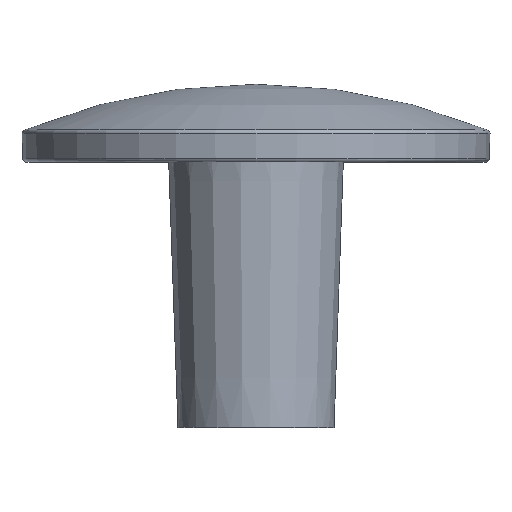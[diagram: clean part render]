
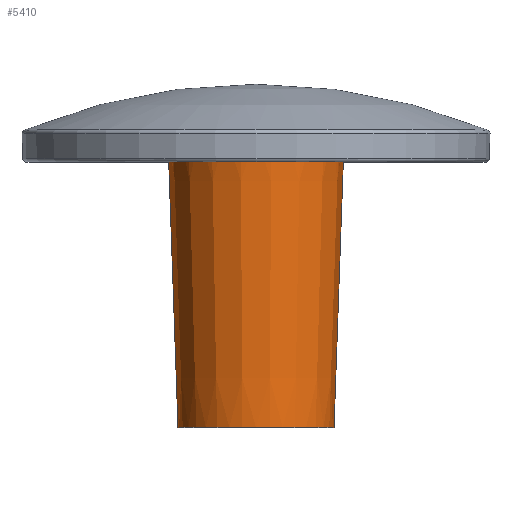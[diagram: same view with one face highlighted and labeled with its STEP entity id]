
A CAD part, top view. The second image highlights one B-rep face of the part: STEP entity #5410.
In plain terms, the highlighted conical face has half-angle 2 degrees and reference radius 5.701 mm.
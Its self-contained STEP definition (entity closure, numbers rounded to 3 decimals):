
#60=CARTESIAN_POINT('',(5.701,20.064,0.));
#70=DIRECTION('',(0.035,0.999,0.));
#80=VECTOR('',#70,163.345);
#90=LINE('',#60,#80);
#100=CARTESIAN_POINT('',(5.,0.,0.));
#110=VERTEX_POINT('',#100);
#120=CARTESIAN_POINT('',(5.661,18.922,0.));
#130=VERTEX_POINT('',#120);
#140=EDGE_CURVE('',#110,#130,#90,.T.);
#160=CARTESIAN_POINT('',(0.,18.922,0.));
#170=DIRECTION('',(0.,1.,0.));
#180=DIRECTION('',(1.,0.,0.));
#190=AXIS2_PLACEMENT_3D('',#160,#170,#180);
#200=CIRCLE('',#190,5.661);
#210=CARTESIAN_POINT('',(-5.661,18.922,0.));
#220=VERTEX_POINT('',#210);
#250=CARTESIAN_POINT('',(-5.701,20.064,
0.));
#260=DIRECTION('',(-0.035,0.999,
0.));
#270=VECTOR('',#260,163.345);
#280=LINE('',#250,#270);
#290=CARTESIAN_POINT('',(-5.,0.,0.));
#300=VERTEX_POINT('',#290);
#310=EDGE_CURVE('',#300,#220,#280,.T.);
#330=CARTESIAN_POINT('',(0.,0.,0.));
#340=DIRECTION('',(0.,1.,0.));
#350=DIRECTION('',(-1.,0.,0.));
#360=AXIS2_PLACEMENT_3D('',#330,#340,#350);
#370=CIRCLE('',#360,5.);
#480=EDGE_CURVE('',#300,#110,#370,.T.);
#5290=CARTESIAN_POINT('',(0.,20.064,0.));
#5300=DIRECTION('',(0.,1.,0.));
#5310=DIRECTION('',(1.,0.,0.));
#5320=AXIS2_PLACEMENT_3D('',#5290,#5300,#5310);
#5330=CONICAL_SURFACE('',#5320,5.701,0.035);
#5340=ORIENTED_EDGE('',*,*,#480,.T.);
#5350=ORIENTED_EDGE('',*,*,#310,.F.);
#5360=EDGE_CURVE('',#220,#130,#200,.T.);
#5370=ORIENTED_EDGE('',*,*,#5360,.F.);
#5380=ORIENTED_EDGE('',*,*,#140,.T.);
#5390=EDGE_LOOP('',(#5380,#5370,#5350,#5340));
#5400=FACE_OUTER_BOUND('',#5390,.T.);
#5410=ADVANCED_FACE('',(#5400),#5330,.T.);
